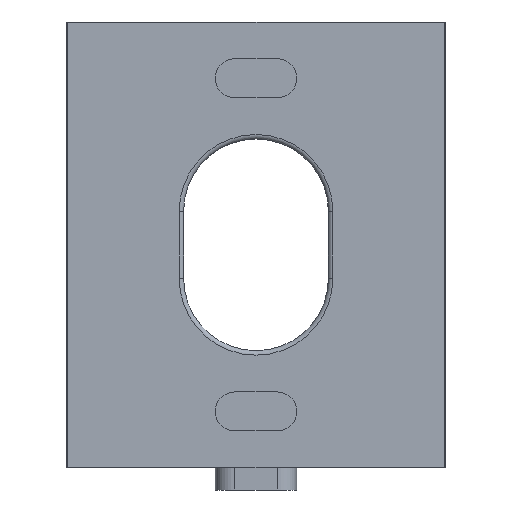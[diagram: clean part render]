
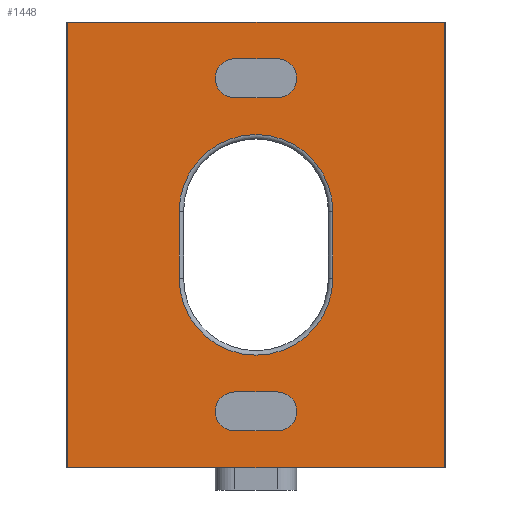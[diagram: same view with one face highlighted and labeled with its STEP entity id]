
A CAD part, front view. The second image highlights one B-rep face of the part: STEP entity #1448.
In plain terms, the highlighted planar face has unit normal (0, -1, 0).
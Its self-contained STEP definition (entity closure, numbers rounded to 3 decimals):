
#20=FACE_BOUND('',#440,.T.);
#21=FACE_BOUND('',#441,.T.);
#22=FACE_BOUND('',#442,.T.);
#31=PLANE('',#1585);
#84=LINE('',#3301,#181);
#101=LINE('',#3427,#198);
#108=LINE('',#3446,#205);
#109=LINE('',#3448,#206);
#110=LINE('',#3453,#207);
#111=LINE('',#3456,#208);
#112=LINE('',#3459,#209);
#113=LINE('',#3463,#210);
#114=LINE('',#3467,#211);
#115=LINE('',#3471,#212);
#181=VECTOR('',#1780,10.);
#198=VECTOR('',#1843,10.);
#205=VECTOR('',#1864,10.);
#206=VECTOR('',#1867,10.);
#207=VECTOR('',#1870,10.);
#208=VECTOR('',#1873,10.);
#209=VECTOR('',#1874,10.);
#210=VECTOR('',#1877,10.);
#211=VECTOR('',#1880,10.);
#212=VECTOR('',#1883,10.);
#347=FACE_OUTER_BOUND('',#439,.T.);
#439=EDGE_LOOP('',(#1157,#1158,#1159,#1160));
#440=EDGE_LOOP('',(#1161,#1162,#1163,#1164));
#441=EDGE_LOOP('',(#1165,#1166,#1167,#1168));
#442=EDGE_LOOP('',(#1169,#1170,#1171,#1172));
#530=CIRCLE('',#1586,3.45);
#531=CIRCLE('',#1587,3.45);
#532=CIRCLE('',#1588,0.875);
#533=CIRCLE('',#1589,0.875);
#534=CIRCLE('',#1590,0.875);
#535=CIRCLE('',#1591,0.875);
#657=VERTEX_POINT('',#3298);
#658=VERTEX_POINT('',#3300);
#670=VERTEX_POINT('',#3420);
#672=VERTEX_POINT('',#3426);
#678=VERTEX_POINT('',#3449);
#679=VERTEX_POINT('',#3450);
#680=VERTEX_POINT('',#3452);
#681=VERTEX_POINT('',#3454);
#682=VERTEX_POINT('',#3457);
#683=VERTEX_POINT('',#3458);
#684=VERTEX_POINT('',#3460);
#685=VERTEX_POINT('',#3462);
#686=VERTEX_POINT('',#3465);
#687=VERTEX_POINT('',#3466);
#688=VERTEX_POINT('',#3468);
#689=VERTEX_POINT('',#3470);
#818=EDGE_CURVE('',#657,#658,#84,.T.);
#847=EDGE_CURVE('',#672,#670,#101,.T.);
#857=EDGE_CURVE('',#657,#670,#108,.T.);
#858=EDGE_CURVE('',#672,#658,#109,.T.);
#859=EDGE_CURVE('',#678,#679,#530,.T.);
#860=EDGE_CURVE('',#680,#678,#110,.T.);
#861=EDGE_CURVE('',#681,#680,#531,.T.);
#862=EDGE_CURVE('',#679,#681,#111,.T.);
#863=EDGE_CURVE('',#682,#683,#112,.T.);
#864=EDGE_CURVE('',#683,#684,#532,.T.);
#865=EDGE_CURVE('',#684,#685,#113,.T.);
#866=EDGE_CURVE('',#685,#682,#533,.T.);
#867=EDGE_CURVE('',#686,#687,#114,.T.);
#868=EDGE_CURVE('',#687,#688,#534,.T.);
#869=EDGE_CURVE('',#688,#689,#115,.T.);
#870=EDGE_CURVE('',#689,#686,#535,.T.);
#1157=ORIENTED_EDGE('',*,*,#818,.F.);
#1158=ORIENTED_EDGE('',*,*,#857,.T.);
#1159=ORIENTED_EDGE('',*,*,#847,.F.);
#1160=ORIENTED_EDGE('',*,*,#858,.T.);
#1161=ORIENTED_EDGE('',*,*,#859,.F.);
#1162=ORIENTED_EDGE('',*,*,#860,.F.);
#1163=ORIENTED_EDGE('',*,*,#861,.F.);
#1164=ORIENTED_EDGE('',*,*,#862,.F.);
#1165=ORIENTED_EDGE('',*,*,#863,.T.);
#1166=ORIENTED_EDGE('',*,*,#864,.T.);
#1167=ORIENTED_EDGE('',*,*,#865,.T.);
#1168=ORIENTED_EDGE('',*,*,#866,.T.);
#1169=ORIENTED_EDGE('',*,*,#867,.T.);
#1170=ORIENTED_EDGE('',*,*,#868,.T.);
#1171=ORIENTED_EDGE('',*,*,#869,.T.);
#1172=ORIENTED_EDGE('',*,*,#870,.T.);
#1448=ADVANCED_FACE('',(#347,#20,#21,#22),#31,.F.);
#1585=AXIS2_PLACEMENT_3D('',#3447,#1865,#1866);
#1586=AXIS2_PLACEMENT_3D('',#3451,#1868,#1869);
#1587=AXIS2_PLACEMENT_3D('',#3455,#1871,#1872);
#1588=AXIS2_PLACEMENT_3D('',#3461,#1875,#1876);
#1589=AXIS2_PLACEMENT_3D('',#3464,#1878,#1879);
#1590=AXIS2_PLACEMENT_3D('',#3469,#1881,#1882);
#1591=AXIS2_PLACEMENT_3D('',#3472,#1884,#1885);
#1780=DIRECTION('',(0.,0.,-1.));
#1843=DIRECTION('',(0.,0.,1.));
#1864=DIRECTION('',(-1.,0.,0.));
#1865=DIRECTION('center_axis',(0.,1.,0.));
#1866=DIRECTION('ref_axis',(1.,0.,0.));
#1867=DIRECTION('',(1.,0.,0.));
#1868=DIRECTION('center_axis',(0.,-1.,0.));
#1869=DIRECTION('ref_axis',(0.,0.,1.));
#1870=DIRECTION('',(0.,0.,1.));
#1871=DIRECTION('center_axis',(0.,-1.,0.));
#1872=DIRECTION('ref_axis',(0.,0.,-1.));
#1873=DIRECTION('',(0.,0.,-1.));
#1874=DIRECTION('',(-1.,0.,0.));
#1875=DIRECTION('center_axis',(0.,1.,0.));
#1876=DIRECTION('ref_axis',(0.,0.,1.));
#1877=DIRECTION('',(1.,0.,0.));
#1878=DIRECTION('center_axis',(0.,1.,0.));
#1879=DIRECTION('ref_axis',(0.,0.,-1.));
#1880=DIRECTION('',(1.,0.,0.));
#1881=DIRECTION('center_axis',(0.,1.,0.));
#1882=DIRECTION('ref_axis',(0.,0.,-1.));
#1883=DIRECTION('',(-1.,0.,0.));
#1884=DIRECTION('center_axis',(0.,1.,0.));
#1885=DIRECTION('ref_axis',(-1.,0.,0.));
#3298=CARTESIAN_POINT('',(16.95,0.,20.));
#3300=CARTESIAN_POINT('',(16.95,0.,0.));
#3301=CARTESIAN_POINT('',(16.95,0.,15.));
#3420=CARTESIAN_POINT('',(0.05,0.,20.));
#3426=CARTESIAN_POINT('',(0.05,0.,0.));
#3427=CARTESIAN_POINT('',(0.05,0.,5.));
#3446=CARTESIAN_POINT('',(17.,0.,20.));
#3447=CARTESIAN_POINT('Origin',(8.5,0.,10.));
#3448=CARTESIAN_POINT('',(0.,0.,0.));
#3449=CARTESIAN_POINT('',(11.95,0.,11.5));
#3450=CARTESIAN_POINT('',(5.05,0.,11.5));
#3451=CARTESIAN_POINT('Origin',(8.5,0.,11.5));
#3452=CARTESIAN_POINT('',(11.95,0.,8.5));
#3453=CARTESIAN_POINT('',(11.95,0.,10.75));
#3454=CARTESIAN_POINT('',(5.05,0.,8.5));
#3455=CARTESIAN_POINT('Origin',(8.5,0.,8.5));
#3456=CARTESIAN_POINT('',(5.05,0.,9.25));
#3457=CARTESIAN_POINT('',(9.45,0.,16.6));
#3458=CARTESIAN_POINT('',(7.55,0.,16.6));
#3459=CARTESIAN_POINT('',(8.025,0.,16.6));
#3460=CARTESIAN_POINT('',(7.55,0.,18.35));
#3461=CARTESIAN_POINT('Origin',(7.55,0.,17.475));
#3462=CARTESIAN_POINT('',(9.45,0.,18.35));
#3463=CARTESIAN_POINT('',(8.975,0.,18.35));
#3464=CARTESIAN_POINT('Origin',(9.45,0.,17.475));
#3465=CARTESIAN_POINT('',(7.55,0.,3.4));
#3466=CARTESIAN_POINT('',(9.45,0.,3.4));
#3467=CARTESIAN_POINT('',(8.975,0.,3.4));
#3468=CARTESIAN_POINT('',(9.45,0.,1.65));
#3469=CARTESIAN_POINT('Origin',(9.45,0.,2.525));
#3470=CARTESIAN_POINT('',(7.55,0.,1.65));
#3471=CARTESIAN_POINT('',(8.025,0.,1.65));
#3472=CARTESIAN_POINT('Origin',(7.55,0.,2.525));
